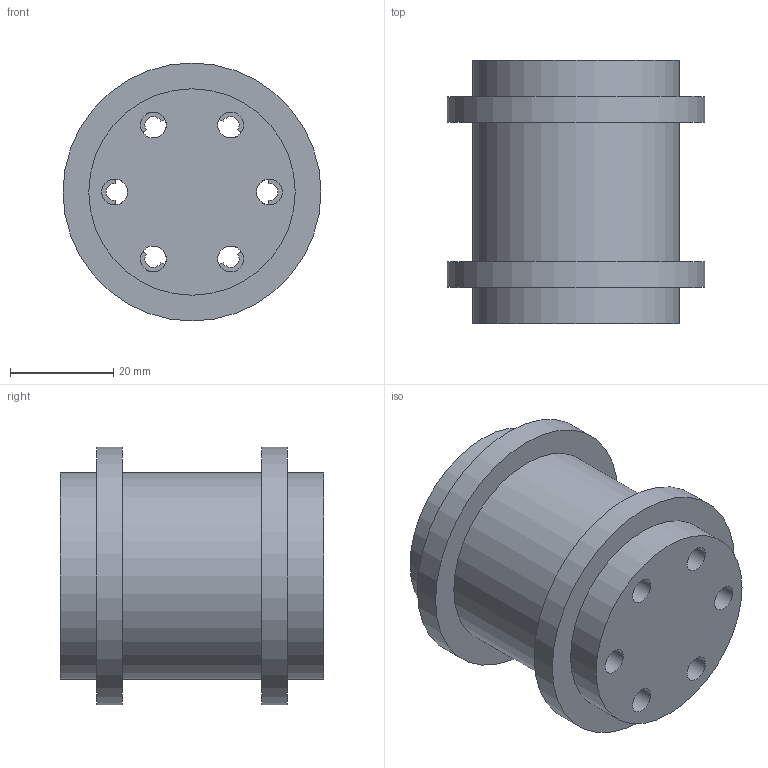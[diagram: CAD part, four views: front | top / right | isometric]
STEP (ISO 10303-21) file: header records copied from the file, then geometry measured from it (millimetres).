
FILE_DESCRIPTION(/* description */ (''),/* implementation_level */ '2;1');
FILE_NAME(/* name */ '8-shoulder joint.stp',/* time_stamp */ '2023-12-03T20:06:44+01:00',/* author */ ('simon'),/* organization */ (''),/* preprocessor_version */ 'ST-DEVELOPER v19.2',/* originating_system */ 'Autodesk Inventor 2024',/* authorisation */ '');
FILE_SCHEMA (('AUTOMOTIVE_DESIGN { 1 0 10303 214 3 1 1 }'));
Length unit declared in the file: millimetre
Products named in the file (1): shoulder joint
Bounding box: 50 x 51 x 50 mm (x, y, z)
Volume: 36881.4 mm3; surface area: 17266 mm2
Topology: 1 solids, 1 shells, 36 faces, 93 edges, 58 vertices
Faces by surface type: cylinder 23, plane 13
Full cylindrical faces by diameter (mm): 5 x6, 40 x3, 50 x2
Entity records: 1198 total; most frequent: DIRECTION 237, CARTESIAN_POINT 188, ORIENTED_EDGE 186, AXIS2_PLACEMENT_3D 107, EDGE_CURVE 93, CIRCLE 70, VERTEX_POINT 58, EDGE_LOOP 47
